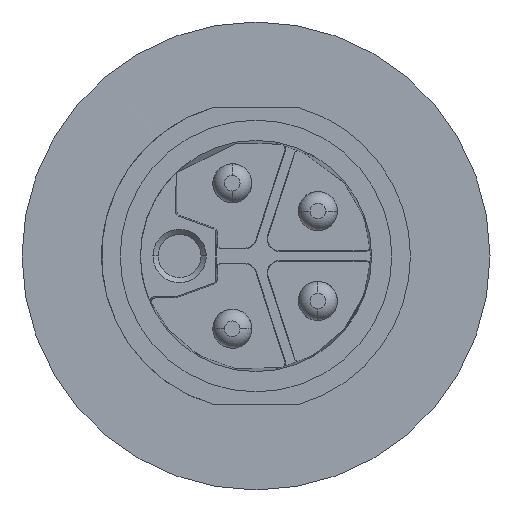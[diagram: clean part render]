
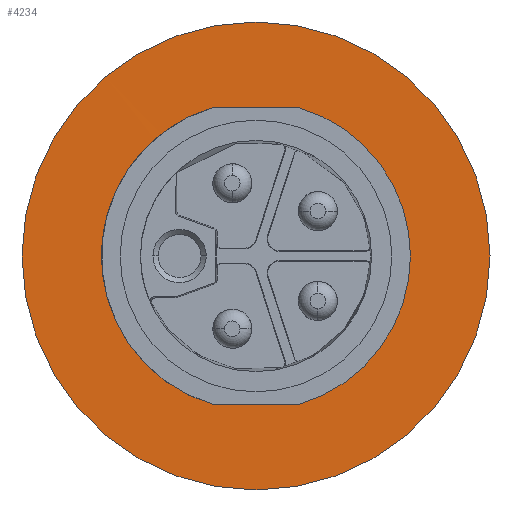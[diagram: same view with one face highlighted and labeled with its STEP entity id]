
A CAD part, left-side view. The second image highlights one B-rep face of the part: STEP entity #4234.
In plain terms, the highlighted planar face has unit normal (-1, 0, 0).
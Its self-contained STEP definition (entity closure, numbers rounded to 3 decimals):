
#11 = EDGE_CURVE ( 'NONE', #1977, #4725, #753, .T. ) ;
#19 = CIRCLE ( 'NONE', #4672, 9. ) ;
#199 = VECTOR ( 'NONE', #1073, 1000. ) ;
#280 = DIRECTION ( 'NONE',  ( 0., 1., 0. ) ) ;
#306 = AXIS2_PLACEMENT_3D ( 'NONE', #2781, #2829, #1940 ) ;
#753 = CIRCLE ( 'NONE', #6596, 5.94 ) ;
#833 = ORIENTED_EDGE ( 'NONE', *, *, #6002, .F. ) ;
#1073 = DIRECTION ( 'NONE',  ( 0., 1., 0.001 ) ) ;
#1190 = EDGE_CURVE ( 'NONE', #4227, #8167, #7905, .T. ) ;
#1233 = DIRECTION ( 'NONE',  ( 0., -1., 0. ) ) ;
#1263 = EDGE_CURVE ( 'NONE', #8014, #9581, #9520, .T. ) ;
#1272 = DIRECTION ( 'NONE',  ( 0., -1., 0. ) ) ;
#1904 = CARTESIAN_POINT ( 'NONE',  ( 10., -0.008, 5.698 ) ) ;
#1940 = DIRECTION ( 'NONE',  ( 0., -1., 0. ) ) ;
#1959 = LINE ( 'NONE', #1904, #199 ) ;
#1964 = ORIENTED_EDGE ( 'NONE', *, *, #1263, .T. ) ;
#1977 = VERTEX_POINT ( 'NONE', #9857 ) ;
#1987 = CARTESIAN_POINT ( 'NONE',  ( 10., 0., 0. ) ) ;
#2088 = DIRECTION ( 'NONE',  ( -1., 0., 0. ) ) ;
#2122 = CARTESIAN_POINT ( 'NONE',  ( 10., 9., 0. ) ) ;
#2185 = VECTOR ( 'NONE', #1233, 1000. ) ;
#2204 = ORIENTED_EDGE ( 'NONE', *, *, #2335, .T. ) ;
#2335 = EDGE_CURVE ( 'NONE', #6008, #8431, #19, .T. ) ;
#2781 = CARTESIAN_POINT ( 'NONE',  ( 10., 0., 0. ) ) ;
#2829 = DIRECTION ( 'NONE',  ( 1., 0., 0. ) ) ;
#3037 = EDGE_CURVE ( 'NONE', #8167, #10905, #7937, .T. ) ;
#3507 = CARTESIAN_POINT ( 'NONE',  ( 10., 1.671, 5.7 ) ) ;
#3690 = ORIENTED_EDGE ( 'NONE', *, *, #6955, .F. ) ;
#3793 = CARTESIAN_POINT ( 'NONE',  ( 10., -7.138, 0. ) ) ;
#3810 = CARTESIAN_POINT ( 'NONE',  ( 10., 0., 0. ) ) ;
#3898 = CARTESIAN_POINT ( 'NONE',  ( 10., 3.646, 4.688 ) ) ;
#4227 = VERTEX_POINT ( 'NONE', #7948 ) ;
#4234 = ADVANCED_FACE ( 'NONE', ( #8798, #8850 ), #6781, .T. ) ;
#4625 = LINE ( 'NONE', #9745, #2185 ) ;
#4672 = AXIS2_PLACEMENT_3D ( 'NONE', #9053, #7989, #1272 ) ;
#4716 = AXIS2_PLACEMENT_3D ( 'NONE', #4909, #7335, #9868 ) ;
#4725 = VERTEX_POINT ( 'NONE', #5508 ) ;
#4792 = EDGE_LOOP ( 'NONE', ( #3690, #1964, #7378, #10837, #10970, #833, #9432 ) ) ;
#4853 = DIRECTION ( 'NONE',  ( 0., -1., 0. ) ) ;
#4884 = CIRCLE ( 'NONE', #7179, 9. ) ;
#4909 = CARTESIAN_POINT ( 'NONE',  ( 10., 0., 0. ) ) ;
#5045 = CARTESIAN_POINT ( 'NONE',  ( 10., 3.812, 4.557 ) ) ;
#5064 = EDGE_LOOP ( 'NONE', ( #10270, #2204 ) ) ;
#5508 = CARTESIAN_POINT ( 'NONE',  ( 9.997, 3.891, 4.488 ) ) ;
#5675 = EDGE_CURVE ( 'NONE', #4227, #9581, #1959, .T. ) ;
#5926 = CARTESIAN_POINT ( 'NONE',  ( 10., 3.73, 4.624 ) ) ;
#6002 = EDGE_CURVE ( 'NONE', #1977, #10905, #4625, .T. ) ;
#6008 = VERTEX_POINT ( 'NONE', #2122 ) ;
#6542 = CARTESIAN_POINT ( 'NONE',  ( 10., 0., 0. ) ) ;
#6596 = AXIS2_PLACEMENT_3D ( 'NONE', #6542, #9230, #9119 ) ;
#6781 = PLANE ( 'NONE',  #7463 ) ;
#6955 = EDGE_CURVE ( 'NONE', #8014, #4725, #9526, .T. ) ;
#7179 = AXIS2_PLACEMENT_3D ( 'NONE', #3810, #2088, #8869 ) ;
#7335 = DIRECTION ( 'NONE',  ( 1., 0., 0. ) ) ;
#7378 = ORIENTED_EDGE ( 'NONE', *, *, #5675, .F. ) ;
#7392 = DIRECTION ( 'NONE',  ( 1., 0., 0. ) ) ;
#7463 = AXIS2_PLACEMENT_3D ( 'NONE', #3793, #9633, #280 ) ;
#7905 = CIRCLE ( 'NONE', #8624, 5.94 ) ;
#7937 = CIRCLE ( 'NONE', #306, 5.94 ) ;
#7948 = CARTESIAN_POINT ( 'NONE',  ( 10., -1.687, 5.695 ) ) ;
#7989 = DIRECTION ( 'NONE',  ( -1., 0., 0. ) ) ;
#8014 = VERTEX_POINT ( 'NONE', #3898 ) ;
#8135 = CARTESIAN_POINT ( 'NONE',  ( 10., -1.671, -5.7 ) ) ;
#8167 = VERTEX_POINT ( 'NONE', #10952 ) ;
#8431 = VERTEX_POINT ( 'NONE', #10240 ) ;
#8624 = AXIS2_PLACEMENT_3D ( 'NONE', #1987, #7392, #4853 ) ;
#8661 = CARTESIAN_POINT ( 'NONE',  ( 9.997, 3.891, 4.488 ) ) ;
#8798 = FACE_BOUND ( 'NONE', #4792, .T. ) ;
#8850 = FACE_OUTER_BOUND ( 'NONE', #5064, .T. ) ;
#8869 = DIRECTION ( 'NONE',  ( 0., -1., 0. ) ) ;
#9053 = CARTESIAN_POINT ( 'NONE',  ( 10., 0., 0. ) ) ;
#9119 = DIRECTION ( 'NONE',  ( 0., -1., 0. ) ) ;
#9230 = DIRECTION ( 'NONE',  ( 1., 0., 0. ) ) ;
#9432 = ORIENTED_EDGE ( 'NONE', *, *, #11, .T. ) ;
#9473 = EDGE_CURVE ( 'NONE', #8431, #6008, #4884, .T. ) ;
#9498 = CARTESIAN_POINT ( 'NONE',  ( 10., 3.646, 4.688 ) ) ;
#9520 = CIRCLE ( 'NONE', #4716, 5.94 ) ;
#9526 = B_SPLINE_CURVE_WITH_KNOTS ( 'NONE', 3,
 ( #9498, #5926, #5045, #8661 ),
 .UNSPECIFIED., .F., .F.,
 ( 4, 4 ),
 ( 0., 1. ),
 .UNSPECIFIED. ) ;
#9581 = VERTEX_POINT ( 'NONE', #3507 ) ;
#9633 = DIRECTION ( 'NONE',  ( -1., 0., 0. ) ) ;
#9745 = CARTESIAN_POINT ( 'NONE',  ( 10., 0.002, -5.699 ) ) ;
#9857 = CARTESIAN_POINT ( 'NONE',  ( 10., 1.675, -5.699 ) ) ;
#9868 = DIRECTION ( 'NONE',  ( 0., -1., 0. ) ) ;
#10240 = CARTESIAN_POINT ( 'NONE',  ( 10., -9., 0. ) ) ;
#10270 = ORIENTED_EDGE ( 'NONE', *, *, #9473, .T. ) ;
#10837 = ORIENTED_EDGE ( 'NONE', *, *, #1190, .T. ) ;
#10905 = VERTEX_POINT ( 'NONE', #8135 ) ;
#10952 = CARTESIAN_POINT ( 'NONE',  ( 10., -5.94, 0. ) ) ;
#10970 = ORIENTED_EDGE ( 'NONE', *, *, #3037, .T. ) ;
